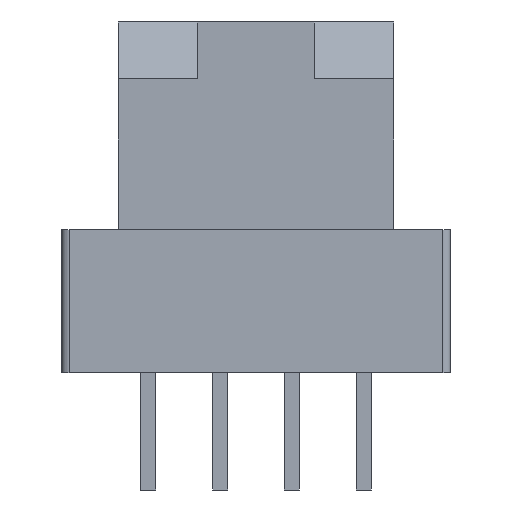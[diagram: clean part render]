
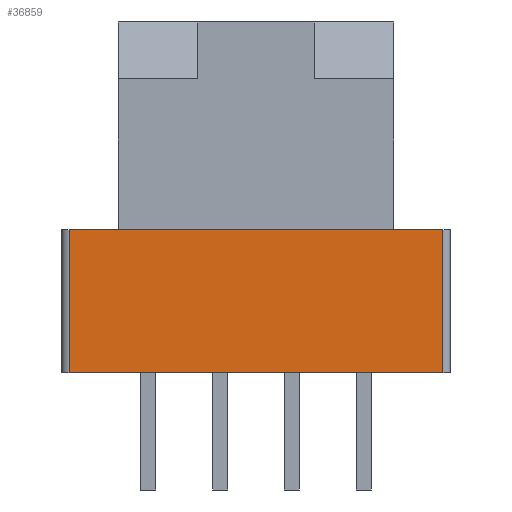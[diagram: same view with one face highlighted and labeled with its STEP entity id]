
A CAD part, left-side view. The second image highlights one B-rep face of the part: STEP entity #36859.
In plain terms, the highlighted planar face has unit normal (-1, 0, 0).
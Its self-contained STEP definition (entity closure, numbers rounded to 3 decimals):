
#35380=CARTESIAN_POINT('',(-31.955,-4.95,3.8));
#35381=VERTEX_POINT('',#35380);
#35382=CARTESIAN_POINT('',(-31.955,4.95,3.8));
#35383=VERTEX_POINT('',#35382);
#35384=CARTESIAN_POINT('',(-31.955,-4.95,3.8));
#35385=DIRECTION('',(0.0,1.0,0.0));
#35386=VECTOR('',#35385,9.9);
#35387=LINE('',#35384,#35386);
#35388=EDGE_CURVE('',#35381,#35383,#35387,.T.);
#35665=CARTESIAN_POINT('',(-31.955,-4.95,0.0));
#35666=VERTEX_POINT('',#35665);
#35674=CARTESIAN_POINT('',(-31.955,4.95,0.0));
#35675=VERTEX_POINT('',#35674);
#35676=CARTESIAN_POINT('',(-31.955,-4.95,0.0));
#35677=DIRECTION('',(0.0,1.0,0.0));
#35678=VECTOR('',#35677,9.9);
#35679=LINE('',#35676,#35678);
#35680=EDGE_CURVE('',#35666,#35675,#35679,.T.);
#36833=CARTESIAN_POINT('',(-31.955,4.95,3.8));
#36834=DIRECTION('',(0.0,0.0,-1.0));
#36835=VECTOR('',#36834,3.8);
#36836=LINE('',#36833,#36835);
#36837=EDGE_CURVE('',#35383,#35675,#36836,.T.);
#36843=CARTESIAN_POINT('',(-31.955,5.445,-0.19));
#36844=DIRECTION('',(-1.0,0.0,0.0));
#36845=DIRECTION('',(0.0,0.0,1.0));
#36846=AXIS2_PLACEMENT_3D('',#36843,#36844,#36845);
#36847=PLANE('',#36846);
#36848=ORIENTED_EDGE('',*,*,#36837,.T.);
#36849=ORIENTED_EDGE('',*,*,#35680,.F.);
#36850=CARTESIAN_POINT('',(-31.955,-4.95,3.8));
#36851=DIRECTION('',(0.0,0.0,-1.0));
#36852=VECTOR('',#36851,3.8);
#36853=LINE('',#36850,#36852);
#36854=EDGE_CURVE('',#35381,#35666,#36853,.T.);
#36855=ORIENTED_EDGE('',*,*,#36854,.F.);
#36856=ORIENTED_EDGE('',*,*,#35388,.T.);
#36857=EDGE_LOOP('',(#36848,#36849,#36855,#36856));
#36858=FACE_OUTER_BOUND('',#36857,.T.);
#36859=ADVANCED_FACE('',(#36858),#36847,.T.);
